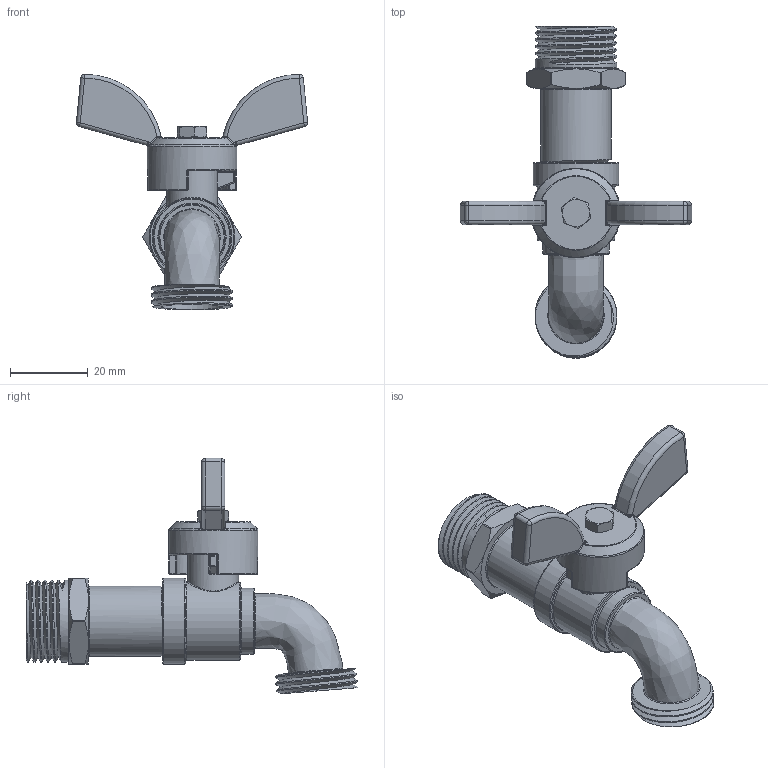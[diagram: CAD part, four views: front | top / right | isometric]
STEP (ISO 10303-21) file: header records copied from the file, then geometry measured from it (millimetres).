
FILE_DESCRIPTION(('FreeCAD Model'),'2;1');
FILE_NAME('Open CASCADE Shape Model','2025-05-05T10:52:42',('FreeCAD'),( 'FreeCAD'),'Open CASCADE STEP processor 7.6','FreeCAD','Unknown');
FILE_SCHEMA(('AUTOMOTIVE_DESIGN { 1 0 10303 214 1 1 1 1 }'));
Products named in the file (1): Open CASCADE STEP translator 7.6 1
Bounding box: 59.3 x 85.11 x 60.41 mm (x, y, z)
Volume: 18604.9 mm3; surface area: 19041.4 mm2
Topology: 11 solids, 11 shells, 442 faces, 1057 edges, 621 vertices
Faces by surface type: cylinder 146, plane 106, bspline 85, torus 44, cone 31, sphere 29, revolution 1
Full cylindrical faces by diameter (mm): 2 x18, 2.25 x1, 3.2 x1, 3.242 x1, 4 x10, 4.2 x1, 6 x1, 6.1 x1, 8 x4, 8.1 x1, 11 x2, 13 x1, 14 x1, 15 x1, 15.3 x4, 16 x1, 17 x1, 17.3 x1, 18 x4, 19 x1, 20 x1, 21 x5, 22 x1, 23 x1
Entity records: 59657 total; most frequent: CARTESIAN_POINT 50713, ORIENTED_EDGE 2050, DIRECTION 1640, EDGE_CURVE 1025, AXIS2_PLACEMENT_3D 734, VERTEX_POINT 621, FACE_BOUND 478, EDGE_LOOP 478
